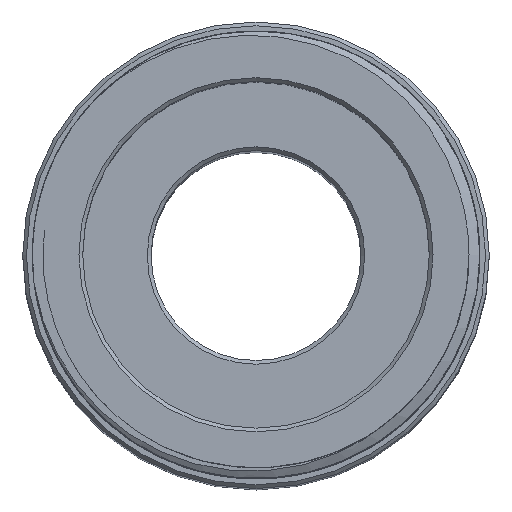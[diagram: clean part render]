
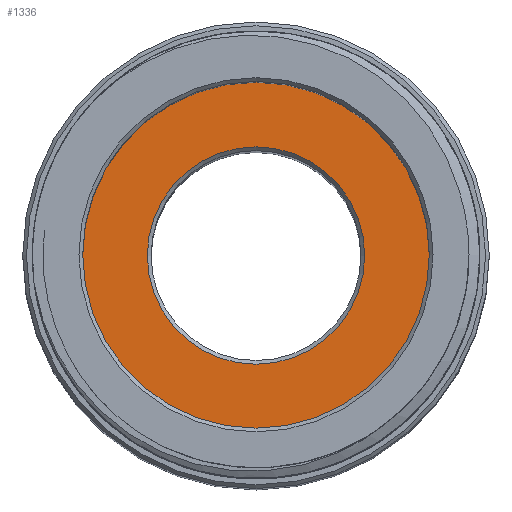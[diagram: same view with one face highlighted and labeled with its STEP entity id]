
A CAD part, top view. The second image highlights one B-rep face of the part: STEP entity #1336.
In plain terms, the highlighted planar face has unit normal (0, 0, 1).
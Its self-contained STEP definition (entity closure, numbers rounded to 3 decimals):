
#20=FACE_BOUND('',#176,.T.);
#29=PLANE('',#1440);
#95=FACE_OUTER_BOUND('',#175,.T.);
#175=EDGE_LOOP('',(#1021));
#176=EDGE_LOOP('',(#1022));
#222=CIRCLE('',#1439,5.8);
#223=CIRCLE('',#1441,9.25);
#589=VERTEX_POINT('',#4499);
#590=VERTEX_POINT('',#4503);
#768=EDGE_CURVE('',#589,#589,#222,.T.);
#769=EDGE_CURVE('',#590,#590,#223,.T.);
#1021=ORIENTED_EDGE('',*,*,#769,.F.);
#1022=ORIENTED_EDGE('',*,*,#768,.F.);
#1336=ADVANCED_FACE('',(#95,#20),#29,.T.);
#1439=AXIS2_PLACEMENT_3D('',#4501,#1658,#1659);
#1440=AXIS2_PLACEMENT_3D('',#4502,#1660,#1661);
#1441=AXIS2_PLACEMENT_3D('',#4504,#1662,#1663);
#1658=DIRECTION('center_axis',(0.,0.,1.));
#1659=DIRECTION('ref_axis',(-1.,0.,0.));
#1660=DIRECTION('center_axis',(0.,0.,1.));
#1661=DIRECTION('ref_axis',(-1.,0.,0.));
#1662=DIRECTION('center_axis',(0.,0.,-1.));
#1663=DIRECTION('ref_axis',(-1.,0.,0.));
#4499=CARTESIAN_POINT('',(76.368,-146.339,68.9));
#4501=CARTESIAN_POINT('Origin',(70.568,-146.339,68.9));
#4502=CARTESIAN_POINT('Origin',(70.568,-146.339,68.9));
#4503=CARTESIAN_POINT('',(79.818,-146.339,68.9));
#4504=CARTESIAN_POINT('Origin',(70.568,-146.339,68.9));
